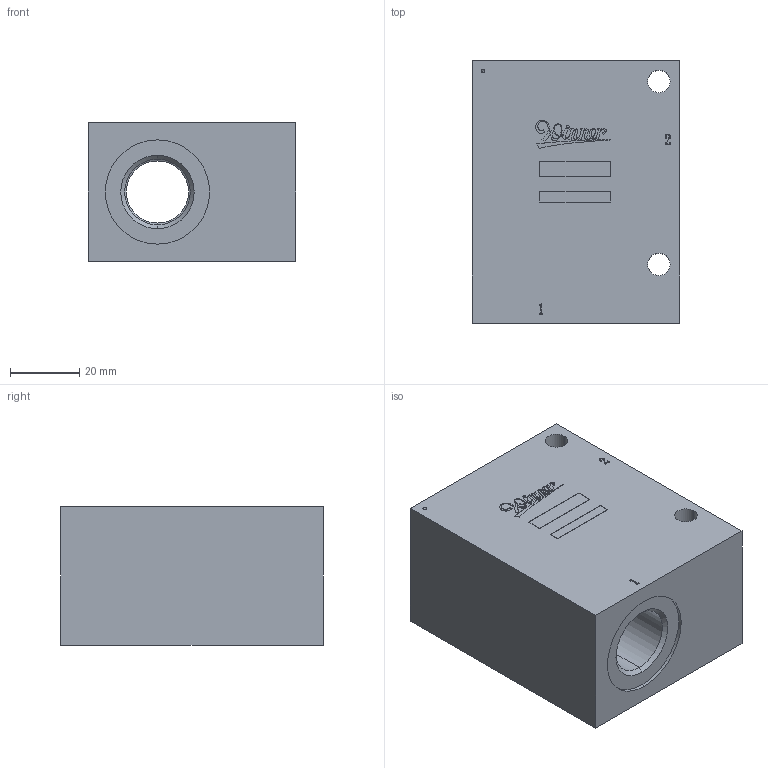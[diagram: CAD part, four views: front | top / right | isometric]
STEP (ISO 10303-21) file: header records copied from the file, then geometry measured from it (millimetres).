
FILE_DESCRIPTION (( 'STEP AP203' ), '1' );
FILE_NAME ('ML-17E2-G04-Z01.STEP', '2026-02-25T05:16:25', ( '' ), ( '' ), 'SwSTEP 2.0', 'SolidWorks 2018', '' );
FILE_SCHEMA (( 'CONFIG_CONTROL_DESIGN' ));
Length unit declared in the file: millimetre
Products named in the file (1): ML-17E2-G04-Z01
Bounding box: 60 x 76 x 40 mm (x, y, z)
Volume: 142017.3 mm3; surface area: 27343.3 mm2
Topology: 1 solids, 1 shells, 298 faces, 829 edges, 543 vertices
Faces by surface type: cylinder 169, plane 80, bspline 29, cone 18, torus 2
Entity records: 10556 total; most frequent: CARTESIAN_POINT 2702, DIRECTION 1655, ORIENTED_EDGE 1654, EDGE_CURVE 827, AXIS2_PLACEMENT_3D 620, VERTEX_POINT 543, LINE 415, VECTOR 415
